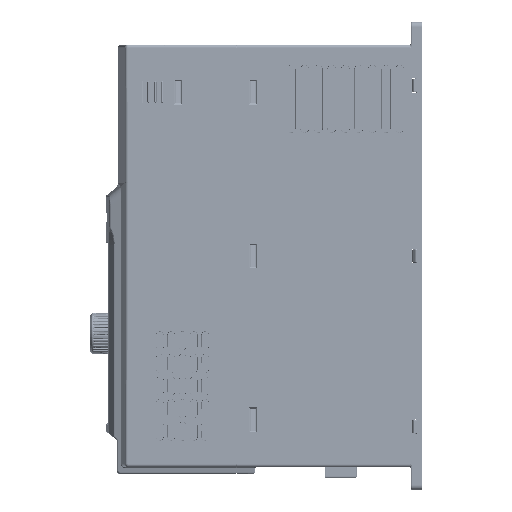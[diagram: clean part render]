
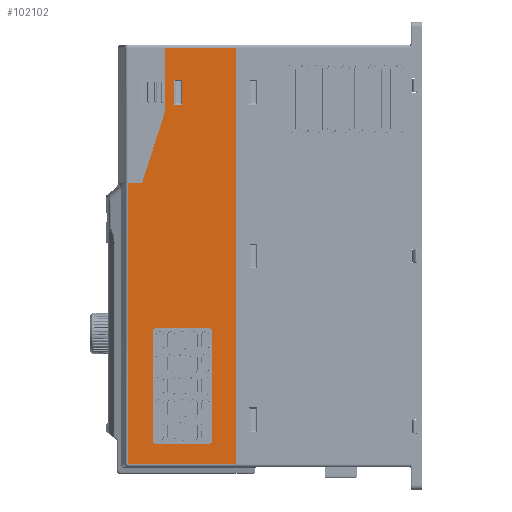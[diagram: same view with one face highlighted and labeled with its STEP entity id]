
A CAD part, left-side view. The second image highlights one B-rep face of the part: STEP entity #102102.
In plain terms, the highlighted planar face has unit normal (-1, 0, 0).
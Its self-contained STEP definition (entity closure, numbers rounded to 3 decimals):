
#71048=DIRECTION('',(0.,0.,1.));
#71049=VECTOR('',#71048,28.343);
#71050=CARTESIAN_POINT('',(-50.,113.85,63.657));
#71051=LINE('',#71050,#71049);
#71052=DIRECTION('',(0.,0.,-1.));
#71053=VECTOR('',#71052,184.);
#71054=CARTESIAN_POINT('',(-50.,82.15,92.));
#71055=LINE('',#71054,#71053);
#71056=CARTESIAN_POINT('',(-50.,124.772,33.364));
#71057=DIRECTION('',(-1.,0.,0.));
#71058=DIRECTION('',(0.,-0.009,-1.));
#71059=AXIS2_PLACEMENT_3D('',#71056,#71057,#71058);
#71061=DIRECTION('',(0.,-0.307,0.952));
#71062=VECTOR('',#71061,31.83);
#71063=CARTESIAN_POINT('',(-50.,123.678,33.011));
#71064=LINE('',#71063,#71062);
#71065=CARTESIAN_POINT('',(-50.,115.,63.657));
#71066=DIRECTION('',(-1.,0.,0.));
#71067=DIRECTION('',(0.,-0.952,-0.307));
#71068=AXIS2_PLACEMENT_3D('',#71065,#71066,#71067);
#71070=DIRECTION('',(0.,1.,0.));
#71071=VECTOR('',#71070,3.7);
#71072=CARTESIAN_POINT('',(-50.,106.2,78.));
#71073=LINE('',#71072,#71071);
#71074=DIRECTION('',(0.,0.,-1.));
#71075=VECTOR('',#71074,11.);
#71076=CARTESIAN_POINT('',(-50.,109.9,78.));
#71077=LINE('',#71076,#71075);
#71078=DIRECTION('',(0.,-1.,0.));
#71079=VECTOR('',#71078,3.7);
#71080=CARTESIAN_POINT('',(-50.,109.9,67.));
#71081=LINE('',#71080,#71079);
#71082=DIRECTION('',(0.,0.,1.));
#71083=VECTOR('',#71082,11.);
#71084=CARTESIAN_POINT('',(-50.,106.2,67.));
#71085=LINE('',#71084,#71083);
#71086=CARTESIAN_POINT('',(-50.,94.,-82.));
#71087=DIRECTION('',(-1.,0.,0.));
#71088=DIRECTION('',(0.,0.,-1.));
#71089=AXIS2_PLACEMENT_3D('',#71086,#71087,#71088);
#71091=CARTESIAN_POINT('',(-50.,94.,-33.));
#71092=DIRECTION('',(-1.,0.,0.));
#71093=DIRECTION('',(0.,-1.,0.));
#71094=AXIS2_PLACEMENT_3D('',#71091,#71092,#71093);
#71096=CARTESIAN_POINT('',(-50.,118.,-33.));
#71097=DIRECTION('',(-1.,0.,0.));
#71098=DIRECTION('',(0.,0.,1.));
#71099=AXIS2_PLACEMENT_3D('',#71096,#71097,#71098);
#71101=CARTESIAN_POINT('',(-50.,118.,-82.));
#71102=DIRECTION('',(-1.,0.,0.));
#71103=DIRECTION('',(0.,1.,0.));
#71104=AXIS2_PLACEMENT_3D('',#71101,#71102,#71103);
#71171=DIRECTION('',(0.,1.,-0.009));
#71172=VECTOR('',#71171,5.347);
#71173=CARTESIAN_POINT('',(-50.,124.762,32.214));
#71174=LINE('',#71173,#71172);
#71267=DIRECTION('',(0.,0.,-1.));
#71268=VECTOR('',#71267,124.168);
#71269=CARTESIAN_POINT('',(-50.,130.109,32.168));
#71270=LINE('',#71269,#71268);
#71290=DIRECTION('',(0.,-1.,0.));
#71291=VECTOR('',#71290,47.959);
#71292=CARTESIAN_POINT('',(-50.,130.109,-92.));
#71293=LINE('',#71292,#71291);
#71422=DIRECTION('',(0.,1.,0.));
#71423=VECTOR('',#71422,31.7);
#71424=CARTESIAN_POINT('',(-50.,82.15,92.));
#71425=LINE('',#71424,#71423);
#80194=DIRECTION('',(0.,0.,1.));
#80195=VECTOR('',#80194,49.);
#80196=CARTESIAN_POINT('',(-50.,119.,-82.));
#80197=LINE('',#80196,#80195);
#80206=DIRECTION('',(0.,-1.,0.));
#80207=VECTOR('',#80206,24.);
#80208=CARTESIAN_POINT('',(-50.,118.,-32.));
#80209=LINE('',#80208,#80207);
#80218=DIRECTION('',(0.,0.,-1.));
#80219=VECTOR('',#80218,49.);
#80220=CARTESIAN_POINT('',(-50.,93.,-33.));
#80221=LINE('',#80220,#80219);
#80230=DIRECTION('',(0.,1.,0.));
#80231=VECTOR('',#80230,24.);
#80232=CARTESIAN_POINT('',(-50.,94.,-83.));
#80233=LINE('',#80232,#80231);
#95760=CARTESIAN_POINT('',(-50.,113.85,63.657));
#95761=CARTESIAN_POINT('',(-50.,113.85,92.));
#95762=VERTEX_POINT('',#95760);
#95763=VERTEX_POINT('',#95761);
#95764=CARTESIAN_POINT('',(-50.,82.15,92.));
#95765=VERTEX_POINT('',#95764);
#95766=CARTESIAN_POINT('',(-50.,82.15,-92.));
#95767=VERTEX_POINT('',#95766);
#95768=CARTESIAN_POINT('',(-50.,130.109,-92.));
#95769=VERTEX_POINT('',#95768);
#95770=CARTESIAN_POINT('',(-50.,130.109,32.168));
#95771=VERTEX_POINT('',#95770);
#95772=CARTESIAN_POINT('',(-50.,124.762,32.214));
#95773=VERTEX_POINT('',#95772);
#95774=CARTESIAN_POINT('',(-50.,123.678,33.011));
#95775=VERTEX_POINT('',#95774);
#95776=CARTESIAN_POINT('',(-50.,113.906,63.304));
#95777=VERTEX_POINT('',#95776);
#95778=CARTESIAN_POINT('',(-50.,106.2,78.));
#95779=CARTESIAN_POINT('',(-50.,109.9,78.));
#95780=VERTEX_POINT('',#95778);
#95781=VERTEX_POINT('',#95779);
#95782=CARTESIAN_POINT('',(-50.,109.9,67.));
#95783=VERTEX_POINT('',#95782);
#95784=CARTESIAN_POINT('',(-50.,106.2,67.));
#95785=VERTEX_POINT('',#95784);
#95786=CARTESIAN_POINT('',(-50.,94.,-83.));
#95787=CARTESIAN_POINT('',(-50.,118.,-83.));
#95788=VERTEX_POINT('',#95786);
#95789=VERTEX_POINT('',#95787);
#95790=CARTESIAN_POINT('',(-50.,93.,-82.));
#95791=VERTEX_POINT('',#95790);
#95792=CARTESIAN_POINT('',(-50.,93.,-33.));
#95793=VERTEX_POINT('',#95792);
#95794=CARTESIAN_POINT('',(-50.,94.,-32.));
#95795=VERTEX_POINT('',#95794);
#95796=CARTESIAN_POINT('',(-50.,118.,-32.));
#95797=VERTEX_POINT('',#95796);
#95798=CARTESIAN_POINT('',(-50.,119.,-33.));
#95799=VERTEX_POINT('',#95798);
#95800=CARTESIAN_POINT('',(-50.,119.,-82.));
#95801=VERTEX_POINT('',#95800);
#102049=CARTESIAN_POINT('',(-50.,0.,-93.5));
#102050=DIRECTION('',(-1.,0.,0.));
#102051=DIRECTION('',(0.,0.,1.));
#102052=AXIS2_PLACEMENT_3D('',#102049,#102050,#102051);
#102053=PLANE('',#102052);
#102055=ORIENTED_EDGE('',*,*,#102054,.T.);
#102057=ORIENTED_EDGE('',*,*,#102056,.F.);
#102059=ORIENTED_EDGE('',*,*,#102058,.T.);
#102061=ORIENTED_EDGE('',*,*,#102060,.F.);
#102063=ORIENTED_EDGE('',*,*,#102062,.F.);
#102065=ORIENTED_EDGE('',*,*,#102064,.F.);
#102067=ORIENTED_EDGE('',*,*,#102066,.T.);
#102069=ORIENTED_EDGE('',*,*,#102068,.T.);
#102071=ORIENTED_EDGE('',*,*,#102070,.T.);
#102072=EDGE_LOOP('',(#102055,#102057,#102059,#102061,#102063,#102065,#102067,
#102069,#102071));
#102073=FACE_OUTER_BOUND('',#102072,.F.);
#102075=ORIENTED_EDGE('',*,*,#102074,.T.);
#102077=ORIENTED_EDGE('',*,*,#102076,.T.);
#102079=ORIENTED_EDGE('',*,*,#102078,.T.);
#102081=ORIENTED_EDGE('',*,*,#102080,.T.);
#102082=EDGE_LOOP('',(#102075,#102077,#102079,#102081));
#102083=FACE_BOUND('',#102082,.F.);
#102085=ORIENTED_EDGE('',*,*,#102084,.F.);
#102087=ORIENTED_EDGE('',*,*,#102086,.T.);
#102089=ORIENTED_EDGE('',*,*,#102088,.F.);
#102091=ORIENTED_EDGE('',*,*,#102090,.T.);
#102093=ORIENTED_EDGE('',*,*,#102092,.F.);
#102095=ORIENTED_EDGE('',*,*,#102094,.T.);
#102097=ORIENTED_EDGE('',*,*,#102096,.F.);
#102099=ORIENTED_EDGE('',*,*,#102098,.T.);
#102100=EDGE_LOOP('',(#102085,#102087,#102089,#102091,#102093,#102095,#102097,
#102099));
#102101=FACE_BOUND('',#102100,.F.);
#102102=ADVANCED_FACE('',(#102073,#102083,#102101),#102053,.T.);
#71060=CIRCLE('',#71059,1.15);
#71069=CIRCLE('',#71068,1.15);
#71090=CIRCLE('',#71089,1.);
#71095=CIRCLE('',#71094,1.);
#71100=CIRCLE('',#71099,1.);
#71105=CIRCLE('',#71104,1.);
#102054=EDGE_CURVE('',#95762,#95763,#71051,.T.);
#102056=EDGE_CURVE('',#95765,#95763,#71425,.T.);
#102058=EDGE_CURVE('',#95765,#95767,#71055,.T.);
#102060=EDGE_CURVE('',#95769,#95767,#71293,.T.);
#102062=EDGE_CURVE('',#95771,#95769,#71270,.T.);
#102064=EDGE_CURVE('',#95773,#95771,#71174,.T.);
#102066=EDGE_CURVE('',#95773,#95775,#71060,.T.);
#102068=EDGE_CURVE('',#95775,#95777,#71064,.T.);
#102070=EDGE_CURVE('',#95777,#95762,#71069,.T.);
#102074=EDGE_CURVE('',#95780,#95781,#71073,.T.);
#102076=EDGE_CURVE('',#95781,#95783,#71077,.T.);
#102078=EDGE_CURVE('',#95783,#95785,#71081,.T.);
#102080=EDGE_CURVE('',#95785,#95780,#71085,.T.);
#102084=EDGE_CURVE('',#95788,#95789,#80233,.T.);
#102086=EDGE_CURVE('',#95788,#95791,#71090,.T.);
#102088=EDGE_CURVE('',#95793,#95791,#80221,.T.);
#102090=EDGE_CURVE('',#95793,#95795,#71095,.T.);
#102092=EDGE_CURVE('',#95797,#95795,#80209,.T.);
#102094=EDGE_CURVE('',#95797,#95799,#71100,.T.);
#102096=EDGE_CURVE('',#95801,#95799,#80197,.T.);
#102098=EDGE_CURVE('',#95801,#95789,#71105,.T.);
